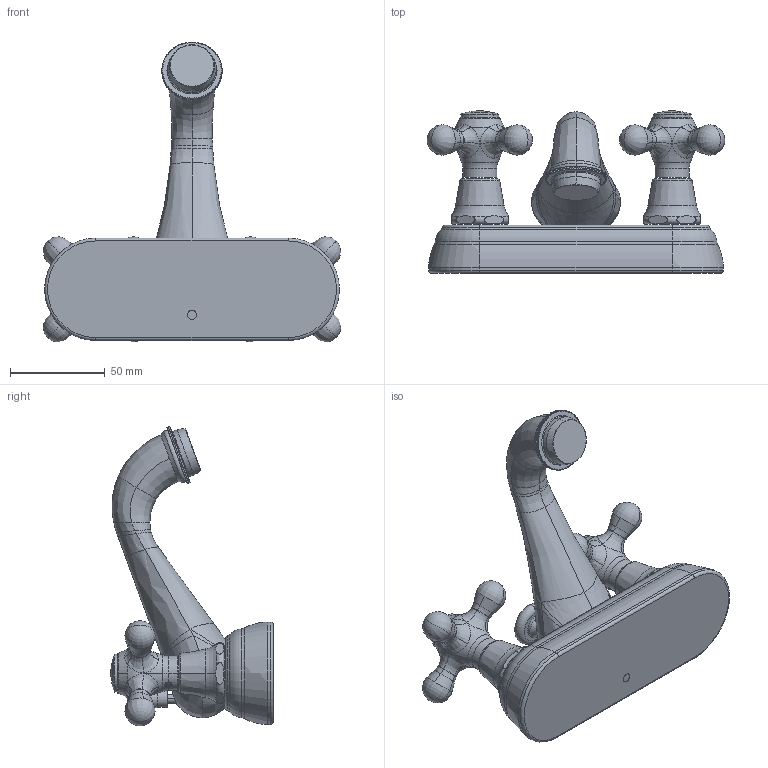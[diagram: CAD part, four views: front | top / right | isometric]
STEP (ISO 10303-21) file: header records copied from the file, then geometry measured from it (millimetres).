
FILE_DESCRIPTION((''),'2;1');
FILE_NAME('7001X_SW0001','2010-11-10T',('project'),(''),'PRO/ENGINEER BY PARAMETRIC TECHNOLOGY CORPORATION, 2009300','PRO/ENGINEER BY PARAMETRIC TECHNOLOGY CORPORATION, 2009300','');
FILE_SCHEMA(('CONFIG_CONTROL_DESIGN'));
Products named in the file (1): 7001X_SW0001
Bounding box: 157.06 x 85.82 x 158.22 mm (x, y, z)
Surface area: 60199.7 mm2 (no closed solid volume)
Topology: 0 solids, 31 shells, 732 faces, 1953 edges, 1222 vertices
Faces by surface type: bspline 299, plane 191, cylinder 176, torus 44, cone 18, sphere 4
Entity records: 48854 total; most frequent: CARTESIAN_POINT 33045, ORIENTED_EDGE 3665, DIRECTION 2475, EDGE_CURVE 1931, VERTEX_POINT 1222, AXIS2_PLACEMENT_3D 866, B_SPLINE_CURVE_WITH_KNOTS 755, VECTOR 743
